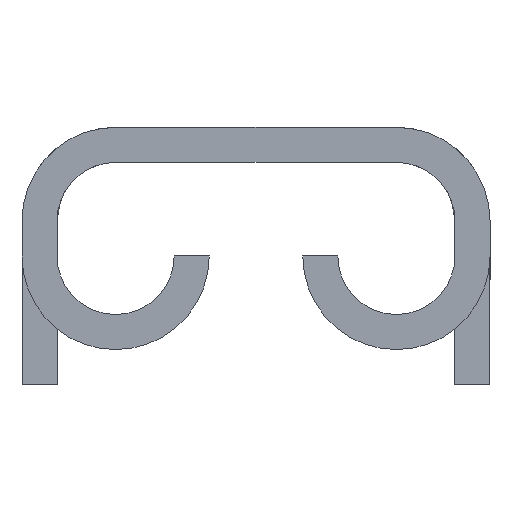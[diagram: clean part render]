
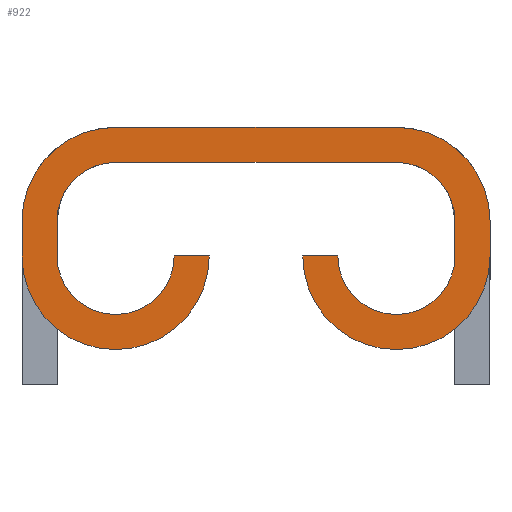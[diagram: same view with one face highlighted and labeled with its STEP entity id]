
A CAD part, front view. The second image highlights one B-rep face of the part: STEP entity #922.
In plain terms, the highlighted planar face has unit normal (0, -1, 0).
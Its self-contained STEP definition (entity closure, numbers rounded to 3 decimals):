
#4 = CARTESIAN_POINT ( 'NONE',  ( 1.2, -5., 0.3 ) ) ;
#6 = CARTESIAN_POINT ( 'NONE',  ( -2., -5., 0.3 ) ) ;
#8 = CARTESIAN_POINT ( 'NONE',  ( 2., -5., 0.3 ) ) ;
#40 = CARTESIAN_POINT ( 'NONE',  ( -1.7, -5., 0. ) ) ;
#49 = VERTEX_POINT ( 'NONE', #510 ) ;
#56 = ORIENTED_EDGE ( 'NONE', *, *, #338, .F. ) ;
#74 = CIRCLE ( 'NONE', #807, 0.8 ) ;
#85 = VERTEX_POINT ( 'NONE', #536 ) ;
#89 = DIRECTION ( 'NONE',  ( 0., 0., -1. ) ) ;
#95 = VECTOR ( 'NONE', #571, 1000. ) ;
#106 = VECTOR ( 'NONE', #235, 1000. ) ;
#113 = EDGE_CURVE ( 'NONE', #926, #819, #954, .T. ) ;
#115 = CARTESIAN_POINT ( 'NONE',  ( -1.2, -5., 1.1 ) ) ;
#117 = VERTEX_POINT ( 'NONE', #6 ) ;
#122 = DIRECTION ( 'NONE',  ( 0., 0., -1. ) ) ;
#136 = EDGE_CURVE ( 'NONE', #490, #1096, #1053, .T. ) ;
#144 = ORIENTED_EDGE ( 'NONE', *, *, #738, .F. ) ;
#145 = EDGE_CURVE ( 'NONE', #269, #488, #557, .T. ) ;
#154 = CIRCLE ( 'NONE', #312, 0.5 ) ;
#161 = CARTESIAN_POINT ( 'NONE',  ( 1.7, -5., 0.3 ) ) ;
#169 = DIRECTION ( 'NONE',  ( 0., 0., -1. ) ) ;
#189 = CARTESIAN_POINT ( 'NONE',  ( -1.7, -5., 0.3 ) ) ;
#194 = CARTESIAN_POINT ( 'NONE',  ( -1.2, -5., 1.1 ) ) ;
#199 = CARTESIAN_POINT ( 'NONE',  ( -1.2, -5., 0. ) ) ;
#207 = DIRECTION ( 'NONE',  ( 0., 0., 1. ) ) ;
#235 = DIRECTION ( 'NONE',  ( -1., 0., 0. ) ) ;
#243 = DIRECTION ( 'NONE',  ( 0., 0., 1. ) ) ;
#261 = CARTESIAN_POINT ( 'NONE',  ( 2., -5., 0. ) ) ;
#269 = VERTEX_POINT ( 'NONE', #40 ) ;
#270 = DIRECTION ( 'NONE',  ( 0., 1., 0. ) ) ;
#281 = ORIENTED_EDGE ( 'NONE', *, *, #366, .F. ) ;
#304 = AXIS2_PLACEMENT_3D ( 'NONE', #4, #758, #387 ) ;
#312 = AXIS2_PLACEMENT_3D ( 'NONE', #1003, #823, #89 ) ;
#313 = ORIENTED_EDGE ( 'NONE', *, *, #520, .F. ) ;
#323 = FACE_OUTER_BOUND ( 'NONE', #931, .T. ) ;
#338 = EDGE_CURVE ( 'NONE', #85, #1113, #422, .T. ) ;
#351 = CARTESIAN_POINT ( 'NONE',  ( 0.4, -5., 0. ) ) ;
#353 = DIRECTION ( 'NONE',  ( 0., 0., 1. ) ) ;
#366 = EDGE_CURVE ( 'NONE', #117, #815, #74, .T. ) ;
#372 = CARTESIAN_POINT ( 'NONE',  ( 0.7, -5., 0. ) ) ;
#377 = ORIENTED_EDGE ( 'NONE', *, *, #710, .F. ) ;
#383 = CARTESIAN_POINT ( 'NONE',  ( -1.7, -5., 0. ) ) ;
#387 = DIRECTION ( 'NONE',  ( 0., 0., -1. ) ) ;
#389 = DIRECTION ( 'NONE',  ( 0., 0., -1. ) ) ;
#394 = LINE ( 'NONE', #194, #798 ) ;
#422 = LINE ( 'NONE', #714, #828 ) ;
#427 = CARTESIAN_POINT ( 'NONE',  ( 1.2, -5., 0. ) ) ;
#434 = AXIS2_PLACEMENT_3D ( 'NONE', #1102, #728, #353 ) ;
#439 = DIRECTION ( 'NONE',  ( 0., 1., 0. ) ) ;
#449 = EDGE_CURVE ( 'NONE', #512, #1193, #154, .T. ) ;
#455 = EDGE_CURVE ( 'NONE', #488, #942, #1185, .T. ) ;
#476 = ORIENTED_EDGE ( 'NONE', *, *, #560, .F. ) ;
#483 = AXIS2_PLACEMENT_3D ( 'NONE', #777, #1134, #389 ) ;
#488 = VERTEX_POINT ( 'NONE', #739 ) ;
#490 = VERTEX_POINT ( 'NONE', #261 ) ;
#497 = AXIS2_PLACEMENT_3D ( 'NONE', #765, #967, #122 ) ;
#502 = DIRECTION ( 'NONE',  ( 1., 0., 0. ) ) ;
#510 = CARTESIAN_POINT ( 'NONE',  ( 1.2, -5., 0.8 ) ) ;
#511 = LINE ( 'NONE', #982, #106 ) ;
#512 = VERTEX_POINT ( 'NONE', #648 ) ;
#520 = EDGE_CURVE ( 'NONE', #1193, #269, #1206, .T. ) ;
#536 = CARTESIAN_POINT ( 'NONE',  ( 1.7, -5., 0. ) ) ;
#537 = CARTESIAN_POINT ( 'NONE',  ( -0.4, -5., 0. ) ) ;
#549 = LINE ( 'NONE', #372, #610 ) ;
#557 = CIRCLE ( 'NONE', #1054, 0.5 ) ;
#558 = CARTESIAN_POINT ( 'NONE',  ( -1.2, -5., 0.3 ) ) ;
#560 = EDGE_CURVE ( 'NONE', #815, #926, #394, .T. ) ;
#567 = LINE ( 'NONE', #8, #598 ) ;
#571 = DIRECTION ( 'NONE',  ( 1., 0., 0. ) ) ;
#574 = ORIENTED_EDGE ( 'NONE', *, *, #946, .F. ) ;
#588 = EDGE_CURVE ( 'NONE', #1113, #49, #841, .T. ) ;
#598 = VECTOR ( 'NONE', #1204, 1000. ) ;
#607 = DIRECTION ( 'NONE',  ( 0., -1., 0. ) ) ;
#609 = CARTESIAN_POINT ( 'NONE',  ( -1.2, -5., 0. ) ) ;
#610 = VECTOR ( 'NONE', #647, 1000. ) ;
#611 = ORIENTED_EDGE ( 'NONE', *, *, #685, .F. ) ;
#647 = DIRECTION ( 'NONE',  ( 1., 0., 0. ) ) ;
#648 = CARTESIAN_POINT ( 'NONE',  ( -1.2, -5., 0.8 ) ) ;
#668 = DIRECTION ( 'NONE',  ( 0., 0., 1. ) ) ;
#672 = CIRCLE ( 'NONE', #434, 0.8 ) ;
#684 = LINE ( 'NONE', #1031, #1049 ) ;
#685 = EDGE_CURVE ( 'NONE', #1106, #85, #1023, .T. ) ;
#708 = VECTOR ( 'NONE', #1007, 1000. ) ;
#710 = EDGE_CURVE ( 'NONE', #942, #1015, #672, .T. ) ;
#714 = CARTESIAN_POINT ( 'NONE',  ( 1.7, -5., 0.3 ) ) ;
#719 = DIRECTION ( 'NONE',  ( 0., -1., 0. ) ) ;
#728 = DIRECTION ( 'NONE',  ( 0., 1., 0. ) ) ;
#733 = ORIENTED_EDGE ( 'NONE', *, *, #113, .F. ) ;
#738 = EDGE_CURVE ( 'NONE', #1096, #1106, #549, .T. ) ;
#739 = CARTESIAN_POINT ( 'NONE',  ( -0.7, -5., 0. ) ) ;
#758 = DIRECTION ( 'NONE',  ( 0., -1., 0. ) ) ;
#759 = ORIENTED_EDGE ( 'NONE', *, *, #455, .F. ) ;
#765 = CARTESIAN_POINT ( 'NONE',  ( 1.2, -5., 0.3 ) ) ;
#777 = CARTESIAN_POINT ( 'NONE',  ( 1.2, -5., 0. ) ) ;
#781 = DIRECTION ( 'NONE',  ( 0., 0., 1. ) ) ;
#798 = VECTOR ( 'NONE', #502, 1000. ) ;
#807 = AXIS2_PLACEMENT_3D ( 'NONE', #558, #270, #169 ) ;
#808 = CARTESIAN_POINT ( 'NONE',  ( -2., -5., 0. ) ) ;
#811 = EDGE_CURVE ( 'NONE', #1015, #117, #684, .T. ) ;
#815 = VERTEX_POINT ( 'NONE', #115 ) ;
#819 = VERTEX_POINT ( 'NONE', #939 ) ;
#822 = ORIENTED_EDGE ( 'NONE', *, *, #136, .F. ) ;
#823 = DIRECTION ( 'NONE',  ( 0., -1., 0. ) ) ;
#828 = VECTOR ( 'NONE', #243, 1000. ) ;
#841 = CIRCLE ( 'NONE', #304, 0.5 ) ;
#886 = CARTESIAN_POINT ( 'NONE',  ( 1.2, -5., 1.1 ) ) ;
#922 = ADVANCED_FACE ( 'NONE', ( #323 ), #1170, .F. ) ;
#926 = VERTEX_POINT ( 'NONE', #886 ) ;
#931 = EDGE_LOOP ( 'NONE', ( #1071, #313, #977, #574, #959, #56, #611, #144, #822, #1148, #733, #476, #281, #1174, #377, #759 ) ) ;
#939 = CARTESIAN_POINT ( 'NONE',  ( 2., -5., 0.3 ) ) ;
#942 = VERTEX_POINT ( 'NONE', #537 ) ;
#946 = EDGE_CURVE ( 'NONE', #49, #512, #511, .T. ) ;
#954 = CIRCLE ( 'NONE', #497, 0.8 ) ;
#959 = ORIENTED_EDGE ( 'NONE', *, *, #588, .F. ) ;
#967 = DIRECTION ( 'NONE',  ( 0., 1., 0. ) ) ;
#977 = ORIENTED_EDGE ( 'NONE', *, *, #449, .F. ) ;
#982 = CARTESIAN_POINT ( 'NONE',  ( -1.2, -5., 0.8 ) ) ;
#990 = AXIS2_PLACEMENT_3D ( 'NONE', #609, #439, #781 ) ;
#1003 = CARTESIAN_POINT ( 'NONE',  ( -1.2, -5., 0.3 ) ) ;
#1007 = DIRECTION ( 'NONE',  ( 0., 0., -1. ) ) ;
#1015 = VERTEX_POINT ( 'NONE', #808 ) ;
#1023 = CIRCLE ( 'NONE', #1181, 0.5 ) ;
#1031 = CARTESIAN_POINT ( 'NONE',  ( -2., -5., 0. ) ) ;
#1049 = VECTOR ( 'NONE', #668, 1000. ) ;
#1053 = CIRCLE ( 'NONE', #483, 0.8 ) ;
#1054 = AXIS2_PLACEMENT_3D ( 'NONE', #199, #607, #207 ) ;
#1071 = ORIENTED_EDGE ( 'NONE', *, *, #145, .F. ) ;
#1079 = DIRECTION ( 'NONE',  ( 0., 0., -1. ) ) ;
#1096 = VERTEX_POINT ( 'NONE', #351 ) ;
#1102 = CARTESIAN_POINT ( 'NONE',  ( -1.2, -5., 0. ) ) ;
#1106 = VERTEX_POINT ( 'NONE', #1175 ) ;
#1113 = VERTEX_POINT ( 'NONE', #161 ) ;
#1134 = DIRECTION ( 'NONE',  ( 0., 1., 0. ) ) ;
#1148 = ORIENTED_EDGE ( 'NONE', *, *, #1191, .F. ) ;
#1170 = PLANE ( 'NONE',  #990 ) ;
#1174 = ORIENTED_EDGE ( 'NONE', *, *, #811, .F. ) ;
#1175 = CARTESIAN_POINT ( 'NONE',  ( 0.7, -5., 0. ) ) ;
#1181 = AXIS2_PLACEMENT_3D ( 'NONE', #427, #719, #1079 ) ;
#1185 = LINE ( 'NONE', #1195, #95 ) ;
#1191 = EDGE_CURVE ( 'NONE', #819, #490, #567, .T. ) ;
#1193 = VERTEX_POINT ( 'NONE', #189 ) ;
#1195 = CARTESIAN_POINT ( 'NONE',  ( -0.7, -5., 0. ) ) ;
#1204 = DIRECTION ( 'NONE',  ( 0., 0., -1. ) ) ;
#1206 = LINE ( 'NONE', #383, #708 ) ;
